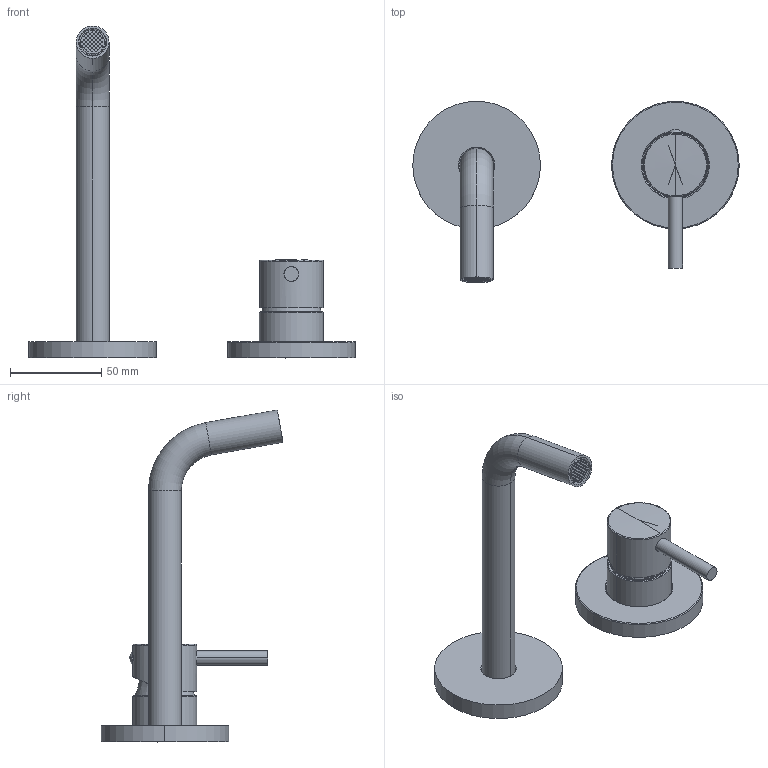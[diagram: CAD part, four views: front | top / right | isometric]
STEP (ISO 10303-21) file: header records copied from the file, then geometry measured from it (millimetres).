
FILE_DESCRIPTION((''),'2;1');
FILE_NAME('LIG105CR70','2021-04-09T16:46:28',('ut3'),('PAFFONI SpA'),'CREO PARAMETRIC BY PTC INC, 2020044','CREO PARAMETRIC BY PTC INC, 2020044','');
FILE_SCHEMA(('CONFIG_CONTROL_DESIGN','SHAPE_APPEARANCE_LAYERS_GROUPS'));
Products named in the file (1): LIG105CR70
Bounding box: 179 x 99.78 x 182.08 mm (x, y, z)
Volume: 93766.2 mm3; surface area: 72635.5 mm2
Topology: 5 solids, 5 shells, 998 faces, 2689 edges, 1635 vertices
Faces by surface type: cylinder 517, plane 237, torus 75, sphere 70, cone 66, bspline 33
Entity records: 48355 total; most frequent: CARTESIAN_POINT 15997, DIRECTION 5254, ORIENTED_EDGE 5240, EDGE_CURVE 2620, AXIS2_PLACEMENT_3D 2141, VERTEX_POINT 1635, EDGE_LOOP 1273, CIRCLE 1176
